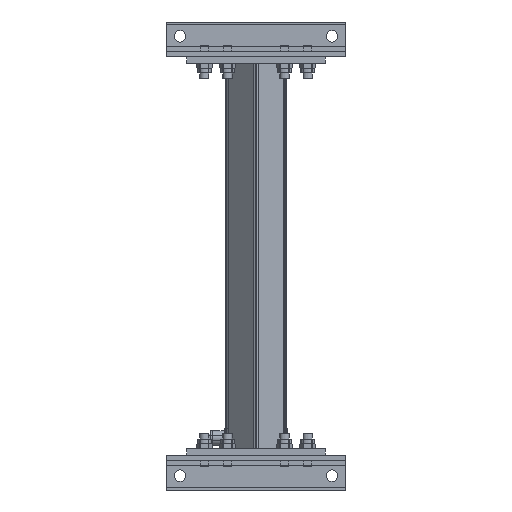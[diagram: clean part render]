
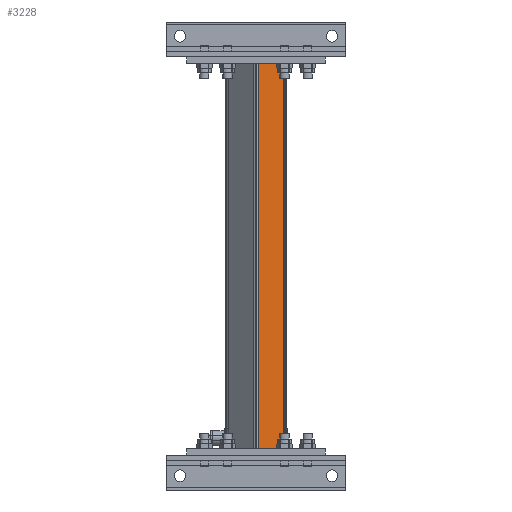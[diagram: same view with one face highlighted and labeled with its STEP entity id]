
A CAD part, left-side view. The second image highlights one B-rep face of the part: STEP entity #3228.
In plain terms, the highlighted face is planar.
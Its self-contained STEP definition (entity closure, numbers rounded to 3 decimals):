
#3228=ADVANCED_FACE('',(#5819),#5820,.T.);
#5819=FACE_OUTER_BOUND('',#8377,.T.);
#5820=PLANE('',#8378);
#8377=EDGE_LOOP('',(#12555,#12556,#12557,#12558));
#8378=AXIS2_PLACEMENT_3D('',#12559,#12560,#12561);
#12555=ORIENTED_EDGE('',*,*,#16258,.T.);
#12556=ORIENTED_EDGE('',*,*,#14937,.F.);
#12557=ORIENTED_EDGE('',*,*,#15723,.T.);
#12558=ORIENTED_EDGE('',*,*,#16001,.T.);
#12559=CARTESIAN_POINT('',(0.,50.,0.));
#12560=DIRECTION('',(0.,1.,0.));
#12561=DIRECTION('',(-1.,0.,0.));
#14937=EDGE_CURVE('',#17132,#17127,#17134,.T.);
#15723=EDGE_CURVE('',#17132,#18373,#18375,.T.);
#16001=EDGE_CURVE('',#18373,#18770,#18772,.T.);
#16258=EDGE_CURVE('',#18770,#17127,#19118,.T.);
#17127=VERTEX_POINT('',#20692);
#17132=VERTEX_POINT('',#20698);
#17134=LINE('',#20700,#20701);
#18373=VERTEX_POINT('',#23788);
#18375=LINE('',#23790,#23791);
#18770=VERTEX_POINT('',#24638);
#18772=LINE('',#24640,#24641);
#19118=LINE('',#25453,#25454);
#20692=CARTESIAN_POINT('',(41.,50.,835.));
#20698=CARTESIAN_POINT('',(41.,50.,0.));
#20700=CARTESIAN_POINT('',(41.,50.,0.));
#20701=VECTOR('',#26781,1.);
#23788=CARTESIAN_POINT('',(-41.,50.,0.));
#23790=CARTESIAN_POINT('',(41.,50.,0.));
#23791=VECTOR('',#27603,1.);
#24638=CARTESIAN_POINT('',(-41.,50.,835.));
#24640=CARTESIAN_POINT('',(-41.,50.,0.));
#24641=VECTOR('',#27918,1.);
#25453=CARTESIAN_POINT('',(41.,50.,835.));
#25454=VECTOR('',#28152,1.);
#26781=DIRECTION('',(0.,0.,1.));
#27603=DIRECTION('',(-1.,0.,0.));
#27918=DIRECTION('',(0.,0.,1.));
#28152=DIRECTION('',(1.,0.,0.));
